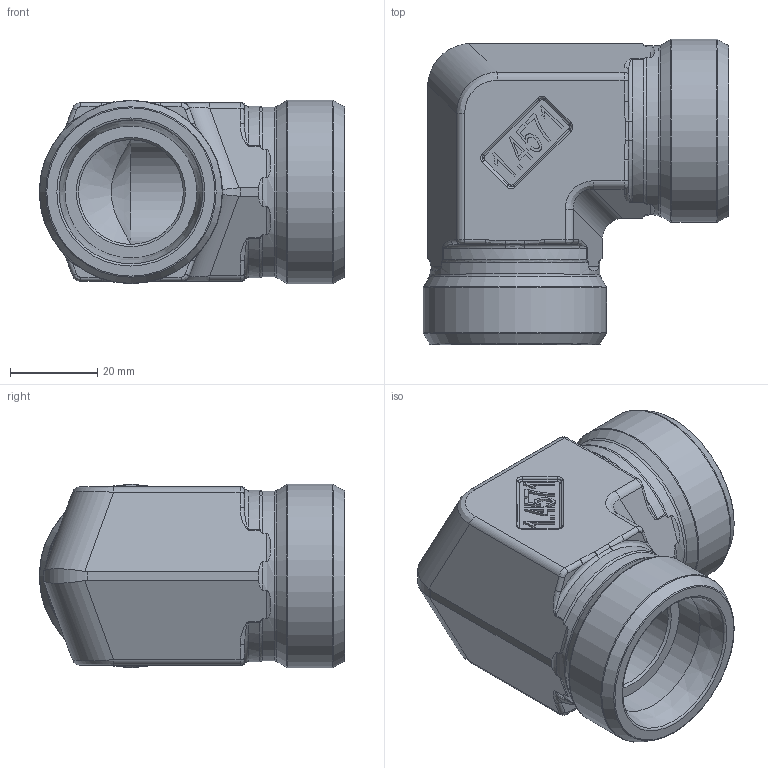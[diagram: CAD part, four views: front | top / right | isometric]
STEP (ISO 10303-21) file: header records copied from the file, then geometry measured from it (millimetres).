
FILE_DESCRIPTION(/* description */ (''),/* implementation_level */ '2;1');
FILE_NAME(/* name */ 'X-WV30.stp',/* time_stamp */ '2025-01-16T13:19:52+01:00',/* author */ (''),/* organization */ (''),/* preprocessor_version */ 'ST-DEVELOPER v16',/* originating_system */ 'SIEMENS PLM Software NX 10.0',/* authorisation */ '');
FILE_SCHEMA (('AP203_CONFIGURATION_CONTROLLED_3D_DESIGN_OF_MECHANICAL_PARTS_AND_ASSEMBLIES_MIM_LF { 1 0 10303 403 2 1 2}'));
Length unit declared in the file: millimetre
Products named in the file (1): nwer41844EE666ae
Bounding box: 70 x 70 x 42 mm (x, y, z)
Volume: 78930.2 mm3; surface area: 22235.8 mm2
Topology: 1 solids, 1 shells, 282 faces, 704 edges, 440 vertices
Faces by surface type: plane 107, cylinder 66, bspline 44, torus 42, extrusion 13, cone 10
Full cylindrical faces by diameter (mm): 24 x2, 30.22 x2, 38.9 x2, 42 x2
Entity records: 9727 total; most frequent: CARTESIAN_POINT 3587, ORIENTED_EDGE 1336, DIRECTION 1099, EDGE_CURVE 668, AXIS2_PLACEMENT_3D 441, VERTEX_POINT 430, EDGE_LOOP 326, ADVANCED_FACE 282
